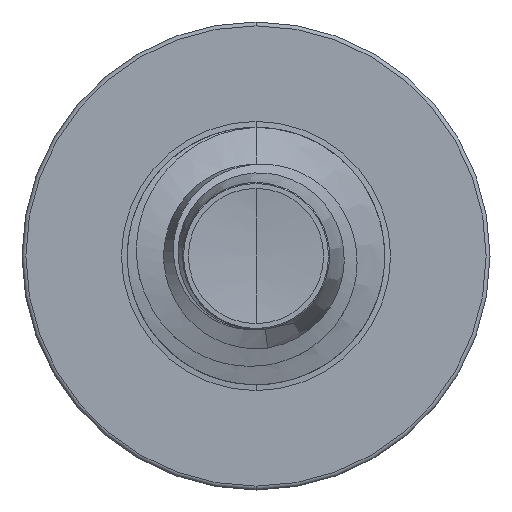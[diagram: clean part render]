
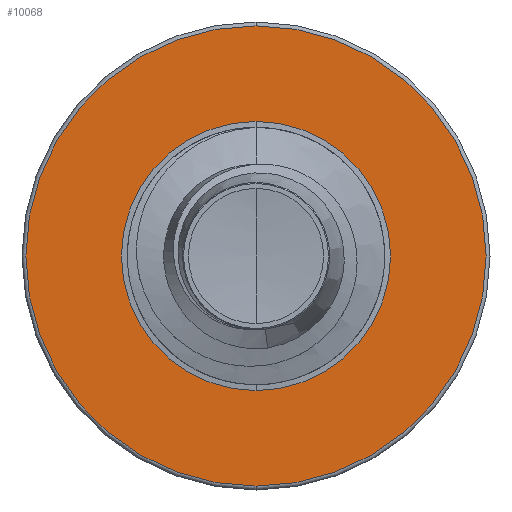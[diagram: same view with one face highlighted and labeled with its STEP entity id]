
A CAD part, front view. The second image highlights one B-rep face of the part: STEP entity #10068.
In plain terms, the highlighted planar face has unit normal (0, -1, 0).
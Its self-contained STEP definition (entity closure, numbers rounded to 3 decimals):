
#57 = DIRECTION ( 'NONE',  ( 0., 1., 0. ) ) ;
#398 = AXIS2_PLACEMENT_3D ( 'NONE', #6544, #6533, #6518 ) ;
#448 = EDGE_LOOP ( 'NONE', ( #9935, #10383 ) ) ;
#498 = CARTESIAN_POINT ( 'NONE',  ( 0., 5., -1.967 ) ) ;
#806 = CIRCLE ( 'NONE', #7346, 1.967 ) ;
#1202 = EDGE_CURVE ( 'NONE', #5303, #8054, #8662, .T. ) ;
#1602 = DIRECTION ( 'NONE',  ( 0., 0., 1. ) ) ;
#1897 = CARTESIAN_POINT ( 'NONE',  ( 0., 5., 1.967 ) ) ;
#1959 = CARTESIAN_POINT ( 'NONE',  ( 0., 5., -1.15 ) ) ;
#2314 = DIRECTION ( 'NONE',  ( 0., 1., 0. ) ) ;
#2389 = CIRCLE ( 'NONE', #4306, 1.15 ) ;
#2456 = ORIENTED_EDGE ( 'NONE', *, *, #6806, .T. ) ;
#3082 = DIRECTION ( 'NONE',  ( 0., 1., 0. ) ) ;
#3135 = CARTESIAN_POINT ( 'NONE',  ( 0., 5., 0. ) ) ;
#3610 = AXIS2_PLACEMENT_3D ( 'NONE', #3135, #2314, #1602 ) ;
#3720 = FACE_OUTER_BOUND ( 'NONE', #448, .T. ) ;
#4306 = AXIS2_PLACEMENT_3D ( 'NONE', #5890, #5886, #5868 ) ;
#4593 = ORIENTED_EDGE ( 'NONE', *, *, #1202, .T. ) ;
#4892 = PLANE ( 'NONE',  #7939 ) ;
#5303 = VERTEX_POINT ( 'NONE', #7706 ) ;
#5858 = CARTESIAN_POINT ( 'NONE',  ( 0., 5., -1.15 ) ) ;
#5868 = DIRECTION ( 'NONE',  ( 0., 0., 1. ) ) ;
#5886 = DIRECTION ( 'NONE',  ( 0., 1., 0. ) ) ;
#5890 = CARTESIAN_POINT ( 'NONE',  ( 0., 5., 0. ) ) ;
#6518 = DIRECTION ( 'NONE',  ( 0., 0., 1. ) ) ;
#6533 = DIRECTION ( 'NONE',  ( 0., 1., 0. ) ) ;
#6544 = CARTESIAN_POINT ( 'NONE',  ( 0., 5., 0. ) ) ;
#6631 = EDGE_CURVE ( 'NONE', #8460, #8118, #8295, .T. ) ;
#6806 = EDGE_CURVE ( 'NONE', #8054, #5303, #2389, .T. ) ;
#6809 = DIRECTION ( 'NONE',  ( 0., 0., 1. ) ) ;
#7346 = AXIS2_PLACEMENT_3D ( 'NONE', #8557, #3082, #9243 ) ;
#7646 = EDGE_LOOP ( 'NONE', ( #4593, #2456 ) ) ;
#7706 = CARTESIAN_POINT ( 'NONE',  ( 0., 5., 1.15 ) ) ;
#7939 = AXIS2_PLACEMENT_3D ( 'NONE', #5858, #57, #6809 ) ;
#8054 = VERTEX_POINT ( 'NONE', #1959 ) ;
#8118 = VERTEX_POINT ( 'NONE', #1897 ) ;
#8295 = CIRCLE ( 'NONE', #398, 1.967 ) ;
#8460 = VERTEX_POINT ( 'NONE', #498 ) ;
#8557 = CARTESIAN_POINT ( 'NONE',  ( 0., 5., 0. ) ) ;
#8662 = CIRCLE ( 'NONE', #3610, 1.15 ) ;
#9243 = DIRECTION ( 'NONE',  ( 0., 0., 1. ) ) ;
#9935 = ORIENTED_EDGE ( 'NONE', *, *, #10353, .F. ) ;
#10068 = ADVANCED_FACE ( 'NONE', ( #3720, #10084 ), #4892, .F. ) ;
#10084 = FACE_BOUND ( 'NONE', #7646, .T. ) ;
#10353 = EDGE_CURVE ( 'NONE', #8118, #8460, #806, .T. ) ;
#10383 = ORIENTED_EDGE ( 'NONE', *, *, #6631, .F. ) ;
